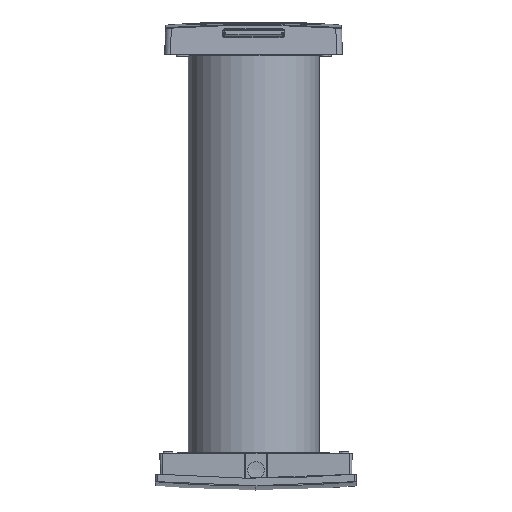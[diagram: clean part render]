
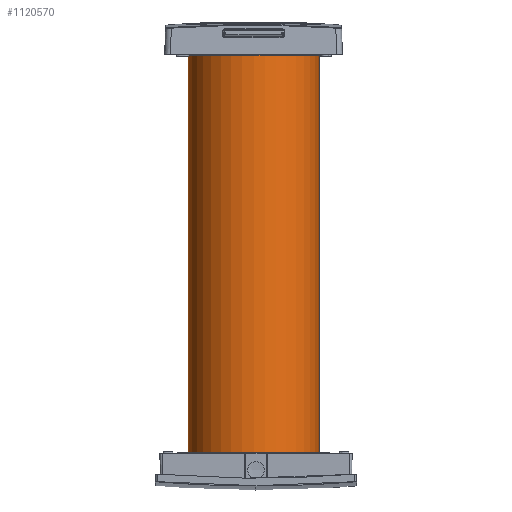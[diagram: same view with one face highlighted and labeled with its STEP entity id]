
A CAD part, front view. The second image highlights one B-rep face of the part: STEP entity #1120570.
In plain terms, the highlighted cylindrical face has radius 80 mm (diameter 160 mm), a partial arc.
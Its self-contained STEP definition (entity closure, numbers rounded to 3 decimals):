
#1120160=CARTESIAN_POINT('',(0.,0.,0.));
#1120170=DIRECTION('',(0.,0.,1.));
#1120180=DIRECTION('',(1.,0.,0.));
#1120190=AXIS2_PLACEMENT_3D('',#1120160,#1120170,#1120180);
#1120200=CYLINDRICAL_SURFACE('',#1120190,80.);
#1120210=CARTESIAN_POINT('',(-80.,0.,0.));
#1120220=DIRECTION('',(0.,0.,1.));
#1120230=VECTOR('',#1120220,1.);
#1120240=LINE('',#1120210,#1120230);
#1120250=CARTESIAN_POINT('',(-80.,0.,117.171)
);
#1120260=VERTEX_POINT('',#1120250);
#1120270=CARTESIAN_POINT('',(-80.,0.,617.171)
);
#1120280=VERTEX_POINT('',#1120270);
#1120290=EDGE_CURVE('',#1120260,#1120280,#1120240,.T.);
#1120300=ORIENTED_EDGE('',*,*,#1120290,.F.);
#1120310=CARTESIAN_POINT('',(0.,0.,617.171));
#1120320=DIRECTION('',(0.,0.,1.));
#1120330=DIRECTION('',(1.,0.,0.));
#1120340=AXIS2_PLACEMENT_3D('',#1120310,#1120320,#1120330);
#1120350=CIRCLE('',#1120340,80.);
#1120360=CARTESIAN_POINT('',(80.,0.,617.171));
#1120370=VERTEX_POINT('',#1120360);
#1120380=EDGE_CURVE('',#1120280,#1120370,#1120350,.T.);
#1120390=ORIENTED_EDGE('',*,*,#1120380,.F.);
#1120400=CARTESIAN_POINT('',(80.,0.,0.));
#1120410=DIRECTION('',(0.,0.,1.));
#1120420=VECTOR('',#1120410,1.);
#1120430=LINE('',#1120400,#1120420);
#1120440=CARTESIAN_POINT('',(80.,0.,117.171));
#1120450=VERTEX_POINT('',#1120440);
#1120460=EDGE_CURVE('',#1120450,#1120370,#1120430,.T.);
#1120470=ORIENTED_EDGE('',*,*,#1120460,.T.);
#1120480=CARTESIAN_POINT('',(0.,0.,117.171));
#1120490=DIRECTION('',(0.,0.,1.));
#1120500=DIRECTION('',(1.,0.,0.));
#1120510=AXIS2_PLACEMENT_3D('',#1120480,#1120490,#1120500);
#1120520=CIRCLE('',#1120510,80.);
#1120530=EDGE_CURVE('',#1120260,#1120450,#1120520,.T.);
#1120540=ORIENTED_EDGE('',*,*,#1120530,.T.);
#1120550=EDGE_LOOP('',(#1120540,#1120470,#1120390,#1120300));
#1120560=FACE_OUTER_BOUND('',#1120550,.T.);
#1120570=ADVANCED_FACE('',(#1120560),#1120200,.T.);
